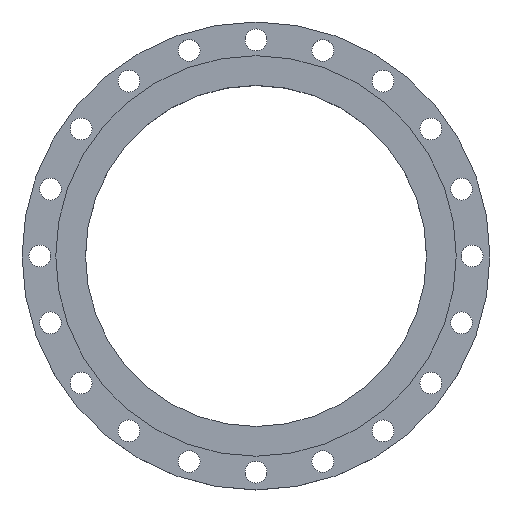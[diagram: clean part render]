
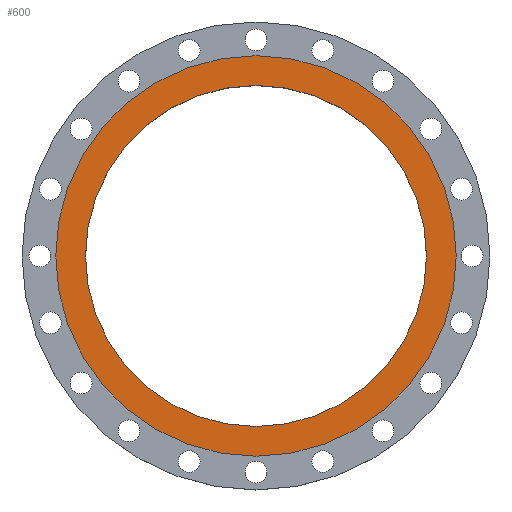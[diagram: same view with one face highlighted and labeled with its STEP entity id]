
A CAD part, top view. The second image highlights one B-rep face of the part: STEP entity #600.
In plain terms, the highlighted planar face has unit normal (0, 0, 1).
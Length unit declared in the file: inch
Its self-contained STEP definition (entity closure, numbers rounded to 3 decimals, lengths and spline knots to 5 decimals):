
#13 = CARTESIAN_POINT ( 'NONE',  ( 0., 0., 0. ) ) ;
#22 = CIRCLE ( 'NONE', #158, 10.75 ) ;
#158 = AXIS2_PLACEMENT_3D ( 'NONE', #611, #276, #951 ) ;
#234 = CIRCLE ( 'NONE', #497, 10.75 ) ;
#276 = DIRECTION ( 'NONE',  ( 0., 0., 1. ) ) ;
#291 = ORIENTED_EDGE ( 'NONE', *, *, #1659, .T. ) ;
#320 = DIRECTION ( 'NONE',  ( 0., 0., 1. ) ) ;
#328 = CARTESIAN_POINT ( 'NONE',  ( -12.625, 0., 0. ) ) ;
#333 = AXIS2_PLACEMENT_3D ( 'NONE', #887, #1536, #1057 ) ;
#347 = VERTEX_POINT ( 'NONE', #728 ) ;
#447 = EDGE_CURVE ( 'NONE', #1907, #347, #22, .T. ) ;
#497 = AXIS2_PLACEMENT_3D ( 'NONE', #1233, #1388, #723 ) ;
#504 = DIRECTION ( 'NONE',  ( 0., 0., 1. ) ) ;
#537 = AXIS2_PLACEMENT_3D ( 'NONE', #796, #504, #1123 ) ;
#573 = EDGE_CURVE ( 'NONE', #1160, #1705, #1060, .T. ) ;
#600 = ADVANCED_FACE ( 'NONE', ( #1945, #1800 ), #1998, .F. ) ;
#611 = CARTESIAN_POINT ( 'NONE',  ( 0., 0., 0. ) ) ;
#629 = CARTESIAN_POINT ( 'NONE',  ( 12.625, 0., 0. ) ) ;
#646 = EDGE_CURVE ( 'NONE', #347, #1907, #234, .T. ) ;
#652 = DIRECTION ( 'NONE',  ( 1., 0., 0. ) ) ;
#662 = EDGE_LOOP ( 'NONE', ( #1393, #1375 ) ) ;
#723 = DIRECTION ( 'NONE',  ( 1., 0., 0. ) ) ;
#728 = CARTESIAN_POINT ( 'NONE',  ( -10.75, 0., 0. ) ) ;
#796 = CARTESIAN_POINT ( 'NONE',  ( 0., 0., 0. ) ) ;
#887 = CARTESIAN_POINT ( 'NONE',  ( 0., 10.75, 0. ) ) ;
#951 = DIRECTION ( 'NONE',  ( 1., 0., 0. ) ) ;
#965 = CIRCLE ( 'NONE', #537, 12.625 ) ;
#1057 = DIRECTION ( 'NONE',  ( -1., 0., 0. ) ) ;
#1060 = CIRCLE ( 'NONE', #1733, 12.625 ) ;
#1123 = DIRECTION ( 'NONE',  ( 1., 0., 0. ) ) ;
#1160 = VERTEX_POINT ( 'NONE', #328 ) ;
#1233 = CARTESIAN_POINT ( 'NONE',  ( 0., 0., 0. ) ) ;
#1375 = ORIENTED_EDGE ( 'NONE', *, *, #646, .F. ) ;
#1388 = DIRECTION ( 'NONE',  ( 0., 0., 1. ) ) ;
#1393 = ORIENTED_EDGE ( 'NONE', *, *, #447, .F. ) ;
#1438 = CARTESIAN_POINT ( 'NONE',  ( 10.75, 0., 0. ) ) ;
#1536 = DIRECTION ( 'NONE',  ( 0., 0., -1. ) ) ;
#1659 = EDGE_CURVE ( 'NONE', #1705, #1160, #965, .T. ) ;
#1705 = VERTEX_POINT ( 'NONE', #629 ) ;
#1733 = AXIS2_PLACEMENT_3D ( 'NONE', #13, #320, #652 ) ;
#1800 = FACE_OUTER_BOUND ( 'NONE', #1971, .T. ) ;
#1907 = VERTEX_POINT ( 'NONE', #1438 ) ;
#1922 = ORIENTED_EDGE ( 'NONE', *, *, #573, .T. ) ;
#1945 = FACE_BOUND ( 'NONE', #662, .T. ) ;
#1971 = EDGE_LOOP ( 'NONE', ( #291, #1922 ) ) ;
#1998 = PLANE ( 'NONE',  #333 ) ;
